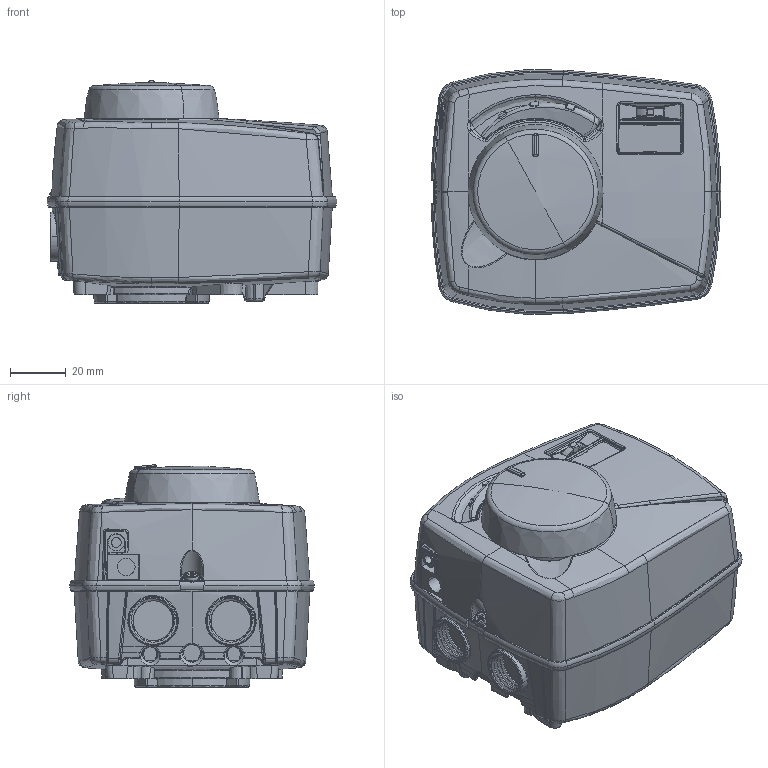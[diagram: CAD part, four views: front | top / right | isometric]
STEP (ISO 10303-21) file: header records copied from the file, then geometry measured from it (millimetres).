
FILE_DESCRIPTION(('CATIA V5 STEP Exchange'),'2;1');
FILE_NAME('CRA-CRB.stp','2013-04-17T11:33:07+00:00',('none'),('none'),'CATIA Version 5 Release 20 SP 6 (IN-10)','CATIA V5 STEP AP214','none');
FILE_SCHEMA(('AUTOMOTIVE_DESIGN { 1 0 10303 214 1 1 1 1 }'));
Products named in the file (1): 8201s94-slim
Bounding box: 104.15 x 87.93 x 80 mm (x, y, z)
Volume: 123751.5 mm3; surface area: 143297.7 mm2
Topology: 13 solids, 13 shells, 6490 faces, 16175 edges, 9413 vertices
Faces by surface type: bspline 2864, plane 1175, cylinder 1066, torus 581, cone 443, sphere 246, revolution 88, extrusion 27
Entity records: 359577 total; most frequent: CARTESIAN_POINT 218779, ORIENTED_EDGE 31666, EDGE_CURVE 15833, DIRECTION 11135, B_SPLINE_CURVE_WITH_KNOTS 10628, VERTEX_POINT 9413, EDGE_LOOP 6578, ADVANCED_FACE 6490
